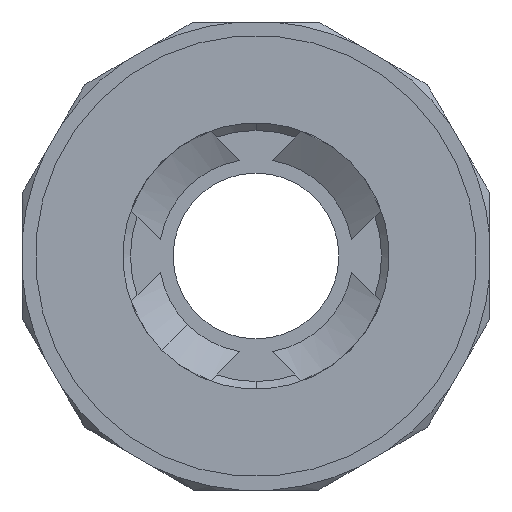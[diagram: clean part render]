
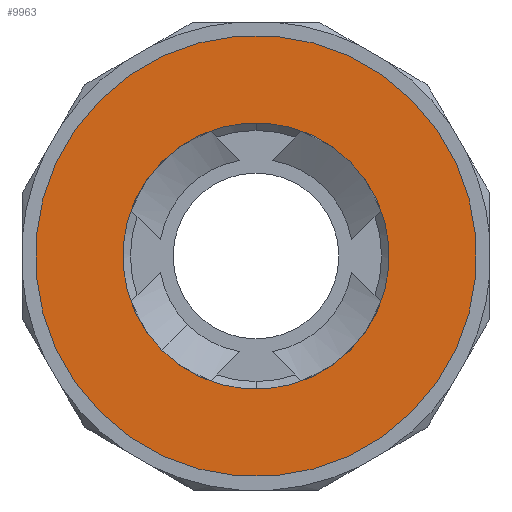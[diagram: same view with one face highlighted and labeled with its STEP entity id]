
A CAD part, front view. The second image highlights one B-rep face of the part: STEP entity #9963.
In plain terms, the highlighted planar face has unit normal (0, -1, 0).
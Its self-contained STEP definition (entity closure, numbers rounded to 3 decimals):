
#4921 = CARTESIAN_POINT ( 'NONE',  ( 8.65, 0., 0. ) ) ;
#4922 = CARTESIAN_POINT ( 'NONE',  ( -8.65, 0., 0. ) ) ;
#4923 = DIRECTION ( 'NONE',  ( -1., 0., 0. ) ) ;
#4924 = DIRECTION ( 'NONE',  ( 0., 1., 0. ) ) ;
#4925 = CARTESIAN_POINT ( 'NONE',  ( 0., 0., 0. ) ) ;
#4926 = AXIS2_PLACEMENT_3D ( 'NONE', #4925, #4924, #4923 ) ;
#4927 = CIRCLE ( 'NONE', #4926, 8.65 ) ;
#5093 = CARTESIAN_POINT ( 'NONE',  ( 0., 0., 0. ) ) ;
#5094 = AXIS2_PLACEMENT_3D ( 'NONE', #5093, #5149, #5148 ) ;
#5095 = CIRCLE ( 'NONE', #5094, 5.225 ) ;
#5146 = CARTESIAN_POINT ( 'NONE',  ( -5.225, 0., 0. ) ) ;
#5147 = CARTESIAN_POINT ( 'NONE',  ( 5.225, 0., 0. ) ) ;
#5148 = DIRECTION ( 'NONE',  ( -1., 0., 0. ) ) ;
#5149 = DIRECTION ( 'NONE',  ( 0., 1., 0. ) ) ;
#5665 = DIRECTION ( 'NONE',  ( -1., 0., 0. ) ) ;
#5666 = DIRECTION ( 'NONE',  ( 0., 1., 0. ) ) ;
#5667 = AXIS2_PLACEMENT_3D ( 'NONE', #5673, #5666, #5665 ) ;
#5668 = CIRCLE ( 'NONE', #5667, 5.225 ) ;
#5673 = CARTESIAN_POINT ( 'NONE',  ( 0., 0., 0. ) ) ;
#6102 = CARTESIAN_POINT ( 'NONE',  ( 0., 0., 0. ) ) ;
#6155 = DIRECTION ( 'NONE',  ( -1., 0., 0. ) ) ;
#6156 = DIRECTION ( 'NONE',  ( 0., 1., 0. ) ) ;
#6157 = CARTESIAN_POINT ( 'NONE',  ( 8.65, 0., 0. ) ) ;
#6158 = AXIS2_PLACEMENT_3D ( 'NONE', #6157, #6156, #6155 ) ;
#6159 = PLANE ( 'NONE',  #6158 ) ;
#6160 = FACE_BOUND ( 'NONE', #9944, .T. ) ;
#6161 = FACE_OUTER_BOUND ( 'NONE', #9964, .T. ) ;
#6162 = DIRECTION ( 'NONE',  ( -1., 0., 0. ) ) ;
#6163 = DIRECTION ( 'NONE',  ( 0., 1., 0. ) ) ;
#6164 = AXIS2_PLACEMENT_3D ( 'NONE', #6102, #6163, #6162 ) ;
#6165 = CIRCLE ( 'NONE', #6164, 8.65 ) ;
#9309 = EDGE_CURVE ( 'NONE', #9310, #9311, #4927, .T. ) ;
#9310 = VERTEX_POINT ( 'NONE', #4922 ) ;
#9311 = VERTEX_POINT ( 'NONE', #4921 ) ;
#9422 = EDGE_CURVE ( 'NONE', #9423, #9424, #5095, .T. ) ;
#9423 = VERTEX_POINT ( 'NONE', #5147 ) ;
#9424 = VERTEX_POINT ( 'NONE', #5146 ) ;
#9688 = EDGE_CURVE ( 'NONE', #9424, #9423, #5668, .T. ) ;
#9942 = ORIENTED_EDGE ( 'NONE', *, *, #9309, .F. ) ;
#9943 = ORIENTED_EDGE ( 'NONE', *, *, #9960, .F. ) ;
#9944 = EDGE_LOOP ( 'NONE', ( #9945, #9946 ) ) ;
#9945 = ORIENTED_EDGE ( 'NONE', *, *, #9688, .T. ) ;
#9946 = ORIENTED_EDGE ( 'NONE', *, *, #9422, .T. ) ;
#9960 = EDGE_CURVE ( 'NONE', #9311, #9310, #6165, .T. ) ;
#9963 = ADVANCED_FACE ( 'NONE', ( #6161, #6160 ), #6159, .F. ) ;
#9964 = EDGE_LOOP ( 'NONE', ( #9942, #9943 ) ) ;
